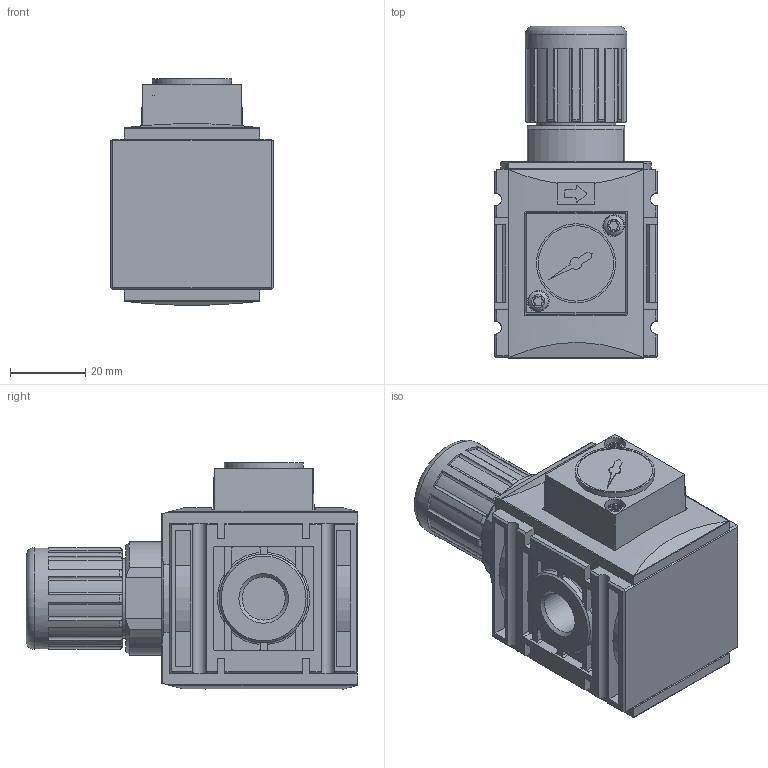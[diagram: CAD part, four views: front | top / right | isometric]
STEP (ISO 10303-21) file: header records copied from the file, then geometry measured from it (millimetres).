
FILE_DESCRIPTION(/* description */ ('','CAx-IF Rec.Pracs.---Representation and Presentation of Product Manufacturing Information (PMI)---3.8---2014-02-18'),/* implementation_level */ '2;1');
FILE_NAME(/* name */ '91700_CC00.stp',/* time_stamp */ '2018-05-09T08:52:39+02:00',/* author */ ('Stefan.Hausmann'),/* organization */ (''),/* preprocessor_version */ 'ST-DEVELOPER v16.13',/* originating_system */ 'Autodesk Inventor 2018',/* authorisation */ '');
FILE_SCHEMA (('AP242_MANAGED_MODEL_BASED_3D_ENGINEERING_MIM_LF { 1 0 10303 442 1 1 4 }'));
Length unit declared in the file: millimetre
Products named in the file (1): 91700_CC00
Bounding box: 43 x 88 x 60.08 mm (x, y, z)
Volume: 123983 mm3; surface area: 23097.8 mm2
Topology: 1 solids, 1 shells, 509 faces, 1422 edges, 942 vertices
Faces by surface type: plane 257, cylinder 217, torus 21, cone 12, bspline 2
Full cylindrical faces by diameter (mm): 5.3 x2, 11.445 x2, 20 x1, 21 x2, 23.5 x2, 27 x1, 40 x1
Entity records: 17696 total; most frequent: CARTESIAN_POINT 3850, DIRECTION 2832, ORIENTED_EDGE 2784, EDGE_CURVE 1392, AXIS2_PLACEMENT_3D 1018, VERTEX_POINT 936, LINE 796, VECTOR 796
